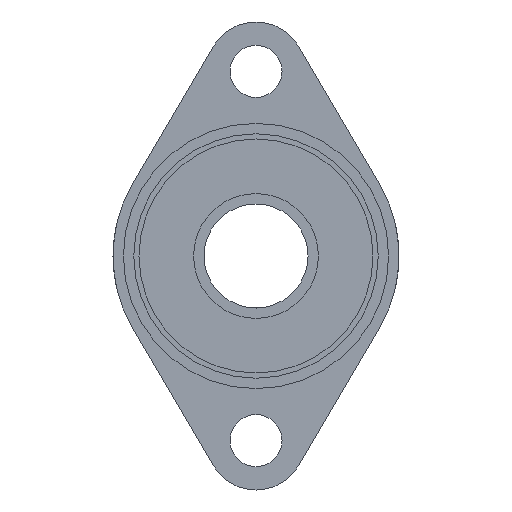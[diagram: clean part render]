
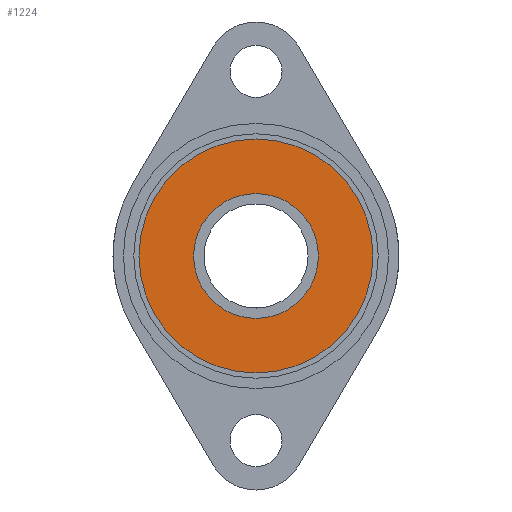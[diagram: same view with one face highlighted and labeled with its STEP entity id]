
A CAD part, front view. The second image highlights one B-rep face of the part: STEP entity #1224.
In plain terms, the highlighted planar face has unit normal (0, -1, 0).
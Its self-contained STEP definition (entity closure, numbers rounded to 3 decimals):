
#15 = ORIENTED_EDGE ( 'NONE', *, *, #117, .T. ) ;
#36 = DIRECTION ( 'NONE',  ( 0., 0., 1. ) ) ;
#95 = EDGE_CURVE ( 'NONE', #593, #1411, #128, .T. ) ;
#115 = PLANE ( 'NONE',  #1135 ) ;
#117 = EDGE_CURVE ( 'NONE', #1563, #837, #893, .T. ) ;
#128 = CIRCLE ( 'NONE', #946, 22.5 ) ;
#141 = DIRECTION ( 'NONE',  ( 0., 1., 0. ) ) ;
#158 = CARTESIAN_POINT ( 'NONE',  ( 0., 1.5, 0. ) ) ;
#276 = AXIS2_PLACEMENT_3D ( 'NONE', #1104, #796, #36 ) ;
#350 = EDGE_LOOP ( 'NONE', ( #614, #1370 ) ) ;
#456 = CARTESIAN_POINT ( 'NONE',  ( 0., 1.5, 0. ) ) ;
#579 = CIRCLE ( 'NONE', #1757, 22.5 ) ;
#593 = VERTEX_POINT ( 'NONE', #773 ) ;
#614 = ORIENTED_EDGE ( 'NONE', *, *, #1453, .F. ) ;
#703 = ORIENTED_EDGE ( 'NONE', *, *, #1285, .T. ) ;
#743 = DIRECTION ( 'NONE',  ( 0., 0., 1. ) ) ;
#773 = CARTESIAN_POINT ( 'NONE',  ( 0., 1.5, 22.5 ) ) ;
#796 = DIRECTION ( 'NONE',  ( 0., 1., 0. ) ) ;
#815 = DIRECTION ( 'NONE',  ( 0., 1., 0. ) ) ;
#837 = VERTEX_POINT ( 'NONE', #1489 ) ;
#893 = CIRCLE ( 'NONE', #276, 12. ) ;
#917 = AXIS2_PLACEMENT_3D ( 'NONE', #456, #141, #1494 ) ;
#946 = AXIS2_PLACEMENT_3D ( 'NONE', #1414, #815, #963 ) ;
#963 = DIRECTION ( 'NONE',  ( 0., 0., 1. ) ) ;
#1104 = CARTESIAN_POINT ( 'NONE',  ( 0., 1.5, 0. ) ) ;
#1135 = AXIS2_PLACEMENT_3D ( 'NONE', #1634, #1638, #743 ) ;
#1139 = FACE_OUTER_BOUND ( 'NONE', #350, .T. ) ;
#1183 = FACE_BOUND ( 'NONE', #1721, .T. ) ;
#1224 = ADVANCED_FACE ( 'NONE', ( #1183, #1139 ), #115, .F. ) ;
#1276 = CARTESIAN_POINT ( 'NONE',  ( 0., 1.5, 12. ) ) ;
#1285 = EDGE_CURVE ( 'NONE', #837, #1563, #1330, .T. ) ;
#1330 = CIRCLE ( 'NONE', #917, 12. ) ;
#1370 = ORIENTED_EDGE ( 'NONE', *, *, #95, .F. ) ;
#1411 = VERTEX_POINT ( 'NONE', #1520 ) ;
#1414 = CARTESIAN_POINT ( 'NONE',  ( 0., 1.5, 0. ) ) ;
#1453 = EDGE_CURVE ( 'NONE', #1411, #593, #579, .T. ) ;
#1489 = CARTESIAN_POINT ( 'NONE',  ( 0., 1.5, -12. ) ) ;
#1494 = DIRECTION ( 'NONE',  ( 0., 0., 1. ) ) ;
#1520 = CARTESIAN_POINT ( 'NONE',  ( 0., 1.5, -22.5 ) ) ;
#1563 = VERTEX_POINT ( 'NONE', #1276 ) ;
#1565 = DIRECTION ( 'NONE',  ( 0., 1., 0. ) ) ;
#1634 = CARTESIAN_POINT ( 'NONE',  ( 0., 1.5, 0. ) ) ;
#1638 = DIRECTION ( 'NONE',  ( 0., 1., 0. ) ) ;
#1705 = DIRECTION ( 'NONE',  ( 0., 0., 1. ) ) ;
#1721 = EDGE_LOOP ( 'NONE', ( #703, #15 ) ) ;
#1757 = AXIS2_PLACEMENT_3D ( 'NONE', #158, #1565, #1705 ) ;
